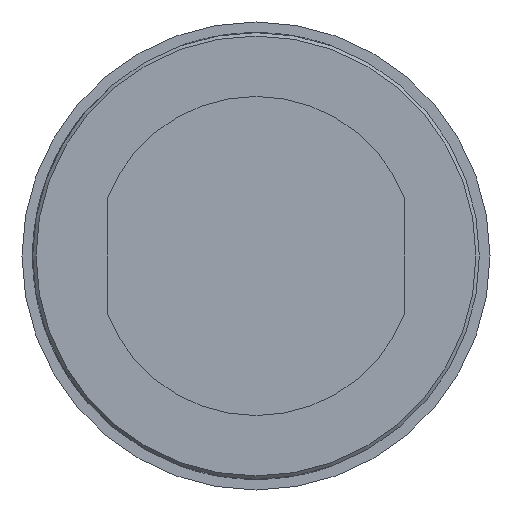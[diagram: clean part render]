
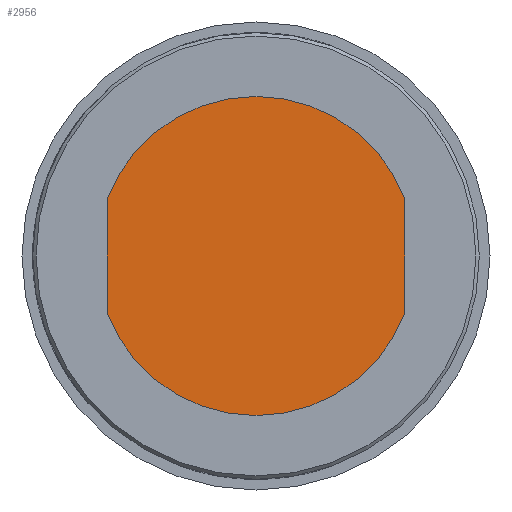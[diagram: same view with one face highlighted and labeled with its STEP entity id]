
A CAD part, front view. The second image highlights one B-rep face of the part: STEP entity #2956.
In plain terms, the highlighted planar face has unit normal (0, -1, 0).
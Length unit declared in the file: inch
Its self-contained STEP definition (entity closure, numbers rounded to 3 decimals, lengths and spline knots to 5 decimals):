
#993 = EDGE_CURVE ( 'NONE', #23384, #27303, #2891, .T. ) ;
#1807 = DIRECTION ( 'NONE',  ( 0., 1., 0. ) ) ;
#2591 = EDGE_LOOP ( 'NONE', ( #22765, #16821, #16874, #21439 ) ) ;
#2891 = CIRCLE ( 'NONE', #6879, 0.9375 ) ;
#2956 = ADVANCED_FACE ( 'NONE', ( #27609 ), #22509, .T. ) ;
#3686 = EDGE_CURVE ( 'NONE', #23384, #15434, #17799, .T. ) ;
#4708 = CARTESIAN_POINT ( 'NONE',  ( 0.875, 0., 0.33657 ) ) ;
#6372 = CARTESIAN_POINT ( 'NONE',  ( -0.875, 0., 0.33657 ) ) ;
#6879 = AXIS2_PLACEMENT_3D ( 'NONE', #32274, #1807, #12056 ) ;
#7153 = VECTOR ( 'NONE', #19083, 39.37008 ) ;
#7798 = VECTOR ( 'NONE', #29158, 39.37008 ) ;
#9894 = CARTESIAN_POINT ( 'NONE',  ( 0., 0., 0. ) ) ;
#11133 = VERTEX_POINT ( 'NONE', #14983 ) ;
#11391 = CARTESIAN_POINT ( 'NONE',  ( 0., 0., 0. ) ) ;
#11496 = DIRECTION ( 'NONE',  ( 0., 1., 0. ) ) ;
#12056 = DIRECTION ( 'NONE',  ( 0., 0., 1. ) ) ;
#13273 = CARTESIAN_POINT ( 'NONE',  ( -0.875, 0., 0. ) ) ;
#14026 = DIRECTION ( 'NONE',  ( 0., 0., 1. ) ) ;
#14983 = CARTESIAN_POINT ( 'NONE',  ( 0.875, 0., -0.33657 ) ) ;
#15434 = VERTEX_POINT ( 'NONE', #25433 ) ;
#16168 = AXIS2_PLACEMENT_3D ( 'NONE', #11391, #11496, #14026 ) ;
#16821 = ORIENTED_EDGE ( 'NONE', *, *, #3686, .T. ) ;
#16874 = ORIENTED_EDGE ( 'NONE', *, *, #25761, .F. ) ;
#17588 = DIRECTION ( 'NONE',  ( 0., 0., -1. ) ) ;
#17799 = LINE ( 'NONE', #13273, #7153 ) ;
#19083 = DIRECTION ( 'NONE',  ( 0., 0., -1. ) ) ;
#21439 = ORIENTED_EDGE ( 'NONE', *, *, #30355, .T. ) ;
#22509 = PLANE ( 'NONE',  #26905 ) ;
#22738 = LINE ( 'NONE', #28723, #7798 ) ;
#22765 = ORIENTED_EDGE ( 'NONE', *, *, #993, .F. ) ;
#23384 = VERTEX_POINT ( 'NONE', #6372 ) ;
#25433 = CARTESIAN_POINT ( 'NONE',  ( -0.875, 0., -0.33657 ) ) ;
#25761 = EDGE_CURVE ( 'NONE', #11133, #15434, #32595, .T. ) ;
#26905 = AXIS2_PLACEMENT_3D ( 'NONE', #9894, #27349, #17588 ) ;
#27303 = VERTEX_POINT ( 'NONE', #4708 ) ;
#27349 = DIRECTION ( 'NONE',  ( 0., -1., 0. ) ) ;
#27609 = FACE_OUTER_BOUND ( 'NONE', #2591, .T. ) ;
#28723 = CARTESIAN_POINT ( 'NONE',  ( 0.875, 0., 0. ) ) ;
#29158 = DIRECTION ( 'NONE',  ( 0., 0., 1. ) ) ;
#30355 = EDGE_CURVE ( 'NONE', #11133, #27303, #22738, .T. ) ;
#32274 = CARTESIAN_POINT ( 'NONE',  ( 0., 0., 0. ) ) ;
#32595 = CIRCLE ( 'NONE', #16168, 0.9375 ) ;
